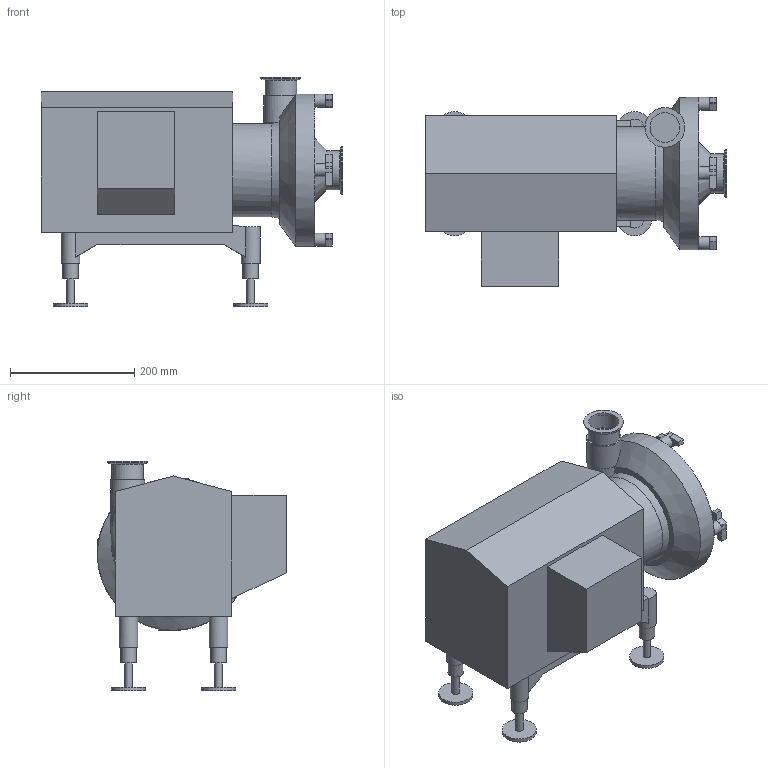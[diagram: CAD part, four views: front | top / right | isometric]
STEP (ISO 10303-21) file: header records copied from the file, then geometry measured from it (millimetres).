
FILE_DESCRIPTION(/* description */ (''),/* implementation_level */ '2;1');
FILE_NAME(/* name */ 'EZN_008_25X20_CXC.stp',/* time_stamp */ '2021-08-20T15:05:50+09:00',/* author */ ('m'),/* organization */ (''),/* preprocessor_version */ 'ST-DEVELOPER v18.1',/* originating_system */ 'Autodesk Inventor 2021',/* authorisation */ '');
FILE_SCHEMA (('AUTOMOTIVE_DESIGN { 1 0 10303 214 3 1 1 }','AP242_MANAGED_MODEL_BASED_3D_ENGINEERING_MIM_LF { 1 0 10303 442 1 1 4 }'));
Length unit declared in the file: millimetre
Products named in the file (1): EZN4_008_SUS_20X20-TXT_1
Bounding box: 486 x 304.5 x 370 mm (x, y, z)
Volume: 17859289 mm3; surface area: 660219.3 mm2
Topology: 2 solids, 5 shells, 159 faces, 382 edges, 247 vertices
Faces by surface type: plane 113, cylinder 33, cone 10, bspline 2, torus 1
Full cylindrical faces by diameter (mm): 10.917 x4, 12 x4, 21 x4, 25 x4, 30 x4, 47.8 x1, 50.8 x1, 54.8 x1, 55 x4, 59.5 x1, 63.5 x1, 64 x1, 77.5 x1, 150 x1, 245 x1
Entity records: 4767 total; most frequent: CARTESIAN_POINT 924, DIRECTION 798, ORIENTED_EDGE 756, EDGE_CURVE 378, AXIS2_PLACEMENT_3D 274, LINE 250, VECTOR 250, VERTEX_POINT 247
